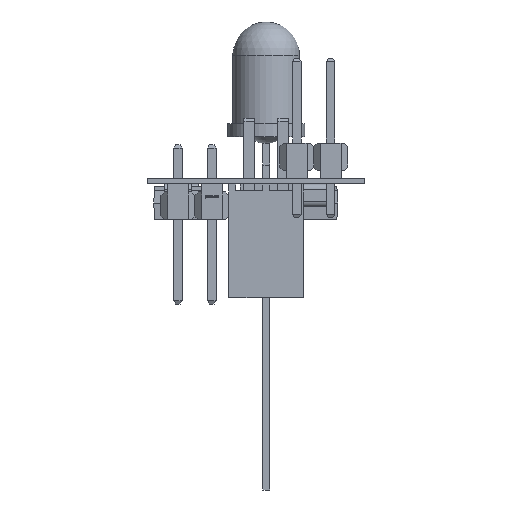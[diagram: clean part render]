
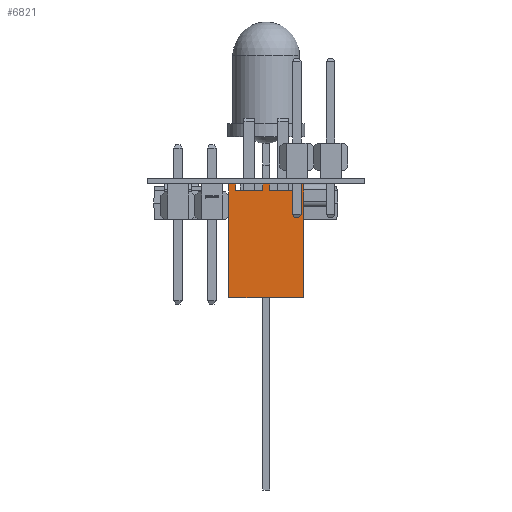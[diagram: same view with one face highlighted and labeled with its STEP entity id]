
A CAD part, left-side view. The second image highlights one B-rep face of the part: STEP entity #6821.
In plain terms, the highlighted planar face has unit normal (-1, 0, 0).
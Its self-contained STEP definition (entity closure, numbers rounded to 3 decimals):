
#6745 = EDGE_CURVE('',#6746,#6748,#6750,.T.);
#6746 = VERTEX_POINT('',#6747);
#6747 = CARTESIAN_POINT('',(-1.207,0.,2.286));
#6748 = VERTEX_POINT('',#6749);
#6749 = CARTESIAN_POINT('',(-1.207,0.,2.794));
#6750 = LINE('',#6751,#6752);
#6751 = CARTESIAN_POINT('',(-1.207,0.,-2.794));
#6752 = VECTOR('',#6753,1.);
#6753 = DIRECTION('',(0.,0.,1.));
#6796 = VERTEX_POINT('',#6797);
#6797 = CARTESIAN_POINT('',(-1.207,0.,0.254));
#6803 = EDGE_CURVE('',#6804,#6796,#6806,.T.);
#6804 = VERTEX_POINT('',#6805);
#6805 = CARTESIAN_POINT('',(-1.207,0.,-0.254));
#6806 = LINE('',#6807,#6808);
#6807 = CARTESIAN_POINT('',(-1.207,0.,-2.794));
#6808 = VECTOR('',#6809,1.);
#6809 = DIRECTION('',(0.,0.,1.));
#6821 = ADVANCED_FACE('',(#6822),#6902,.F.);
#6822 = FACE_BOUND('',#6823,.T.);
#6823 = EDGE_LOOP('',(#6824,#6834,#6840,#6841,#6849,#6857,#6865,#6873,
    #6881,#6889,#6895,#6896));
#6824 = ORIENTED_EDGE('',*,*,#6825,.F.);
#6825 = EDGE_CURVE('',#6826,#6828,#6830,.T.);
#6826 = VERTEX_POINT('',#6827);
#6827 = CARTESIAN_POINT('',(-1.207,0.508,2.286));
#6828 = VERTEX_POINT('',#6829);
#6829 = CARTESIAN_POINT('',(-1.207,0.508,0.254));
#6830 = LINE('',#6831,#6832);
#6831 = CARTESIAN_POINT('',(-1.207,0.508,2.286));
#6832 = VECTOR('',#6833,1.);
#6833 = DIRECTION('',(0.,0.,-1.));
#6834 = ORIENTED_EDGE('',*,*,#6835,.F.);
#6835 = EDGE_CURVE('',#6746,#6826,#6836,.T.);
#6836 = LINE('',#6837,#6838);
#6837 = CARTESIAN_POINT('',(-1.207,0.,2.286));
#6838 = VECTOR('',#6839,1.);
#6839 = DIRECTION('',(0.,1.,0.));
#6840 = ORIENTED_EDGE('',*,*,#6745,.T.);
#6841 = ORIENTED_EDGE('',*,*,#6842,.F.);
#6842 = EDGE_CURVE('',#6843,#6748,#6845,.T.);
#6843 = VERTEX_POINT('',#6844);
#6844 = CARTESIAN_POINT('',(-1.207,8.509,2.794));
#6845 = LINE('',#6846,#6847);
#6846 = CARTESIAN_POINT('',(-1.207,8.509,2.794));
#6847 = VECTOR('',#6848,1.);
#6848 = DIRECTION('',(0.,-1.,0.));
#6849 = ORIENTED_EDGE('',*,*,#6850,.F.);
#6850 = EDGE_CURVE('',#6851,#6843,#6853,.T.);
#6851 = VERTEX_POINT('',#6852);
#6852 = CARTESIAN_POINT('',(-1.207,8.509,-2.794));
#6853 = LINE('',#6854,#6855);
#6854 = CARTESIAN_POINT('',(-1.207,8.509,-2.794));
#6855 = VECTOR('',#6856,1.);
#6856 = DIRECTION('',(0.,0.,1.));
#6857 = ORIENTED_EDGE('',*,*,#6858,.T.);
#6858 = EDGE_CURVE('',#6851,#6859,#6861,.T.);
#6859 = VERTEX_POINT('',#6860);
#6860 = CARTESIAN_POINT('',(-1.207,0.,-2.794));
#6861 = LINE('',#6862,#6863);
#6862 = CARTESIAN_POINT('',(-1.207,8.509,-2.794));
#6863 = VECTOR('',#6864,1.);
#6864 = DIRECTION('',(0.,-1.,0.));
#6865 = ORIENTED_EDGE('',*,*,#6866,.T.);
#6866 = EDGE_CURVE('',#6859,#6867,#6869,.T.);
#6867 = VERTEX_POINT('',#6868);
#6868 = CARTESIAN_POINT('',(-1.207,0.,-2.286));
#6869 = LINE('',#6870,#6871);
#6870 = CARTESIAN_POINT('',(-1.207,0.,-2.794));
#6871 = VECTOR('',#6872,1.);
#6872 = DIRECTION('',(0.,0.,1.));
#6873 = ORIENTED_EDGE('',*,*,#6874,.F.);
#6874 = EDGE_CURVE('',#6875,#6867,#6877,.T.);
#6875 = VERTEX_POINT('',#6876);
#6876 = CARTESIAN_POINT('',(-1.207,0.508,-2.286));
#6877 = LINE('',#6878,#6879);
#6878 = CARTESIAN_POINT('',(-1.207,0.,-2.286));
#6879 = VECTOR('',#6880,1.);
#6880 = DIRECTION('',(0.,-1.,0.));
#6881 = ORIENTED_EDGE('',*,*,#6882,.F.);
#6882 = EDGE_CURVE('',#6883,#6875,#6885,.T.);
#6883 = VERTEX_POINT('',#6884);
#6884 = CARTESIAN_POINT('',(-1.207,0.508,-0.254));
#6885 = LINE('',#6886,#6887);
#6886 = CARTESIAN_POINT('',(-1.207,0.508,-0.254));
#6887 = VECTOR('',#6888,1.);
#6888 = DIRECTION('',(0.,0.,-1.));
#6889 = ORIENTED_EDGE('',*,*,#6890,.F.);
#6890 = EDGE_CURVE('',#6804,#6883,#6891,.T.);
#6891 = LINE('',#6892,#6893);
#6892 = CARTESIAN_POINT('',(-1.207,0.,-0.254));
#6893 = VECTOR('',#6894,1.);
#6894 = DIRECTION('',(0.,1.,0.));
#6895 = ORIENTED_EDGE('',*,*,#6803,.T.);
#6896 = ORIENTED_EDGE('',*,*,#6897,.F.);
#6897 = EDGE_CURVE('',#6828,#6796,#6898,.T.);
#6898 = LINE('',#6899,#6900);
#6899 = CARTESIAN_POINT('',(-1.207,0.,0.254));
#6900 = VECTOR('',#6901,1.);
#6901 = DIRECTION('',(0.,-1.,0.));
#6902 = PLANE('',#6903);
#6903 = AXIS2_PLACEMENT_3D('',#6904,#6905,#6906);
#6904 = CARTESIAN_POINT('',(-1.207,8.509,-2.794));
#6905 = DIRECTION('',(1.,0.,0.));
#6906 = DIRECTION('',(0.,0.,-1.));
